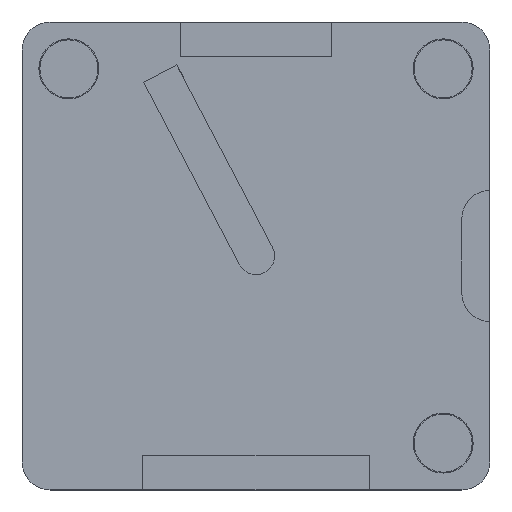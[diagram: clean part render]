
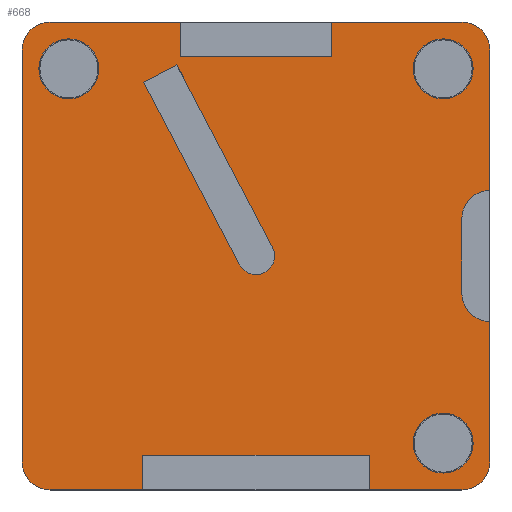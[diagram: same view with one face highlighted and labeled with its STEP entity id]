
A CAD part, top view. The second image highlights one B-rep face of the part: STEP entity #668.
In plain terms, the highlighted planar face has unit normal (0, 0, 1).
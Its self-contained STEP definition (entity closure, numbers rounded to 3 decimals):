
#18=FACE_BOUND('',#142,.T.);
#19=FACE_BOUND('',#143,.T.);
#20=FACE_BOUND('',#144,.T.);
#21=FACE_BOUND('',#145,.T.);
#22=CIRCLE('',#685,1.5);
#24=CIRCLE('',#688,1.5);
#28=CIRCLE('',#696,1.6);
#32=CIRCLE('',#703,1.6);
#36=CIRCLE('',#710,1.6);
#38=CIRCLE('',#724,1.);
#40=CIRCLE('',#734,1.5);
#45=CIRCLE('',#742,1.5);
#46=CIRCLE('',#744,1.5);
#47=CIRCLE('',#746,1.5);
#99=FACE_OUTER_BOUND('',#141,.T.);
#141=EDGE_LOOP('',(#577,#578,#579,#580,#581,#582,#583,#584,#585,#586,#587,
#588,#589,#590,#591,#592,#593,#594,#595,#596));
#142=EDGE_LOOP('',(#597));
#143=EDGE_LOOP('',(#598));
#144=EDGE_LOOP('',(#599));
#145=EDGE_LOOP('',(#600,#601,#602,#603));
#146=LINE('',#948,#210);
#153=LINE('',#970,#217);
#157=LINE('',#977,#221);
#164=LINE('',#1020,#228);
#168=LINE('',#1029,#232);
#172=LINE('',#1036,#236);
#175=LINE('',#1043,#239);
#179=LINE('',#1052,#243);
#183=LINE('',#1059,#247);
#186=LINE('',#1065,#250);
#190=LINE('',#1072,#254);
#191=LINE('',#1075,#255);
#195=LINE('',#1082,#259);
#198=LINE('',#1094,#262);
#201=LINE('',#1100,#265);
#204=LINE('',#1105,#268);
#209=LINE('',#1122,#273);
#210=VECTOR('',#752,10.);
#217=VECTOR('',#775,10.);
#221=VECTOR('',#779,10.);
#228=VECTOR('',#830,10.);
#232=VECTOR('',#836,10.);
#236=VECTOR('',#842,10.);
#239=VECTOR('',#849,10.);
#243=VECTOR('',#855,10.);
#247=VECTOR('',#861,10.);
#250=VECTOR('',#868,10.);
#254=VECTOR('',#872,10.);
#255=VECTOR('',#875,10.);
#259=VECTOR('',#879,10.);
#262=VECTOR('',#890,10.);
#265=VECTOR('',#895,10.);
#268=VECTOR('',#900,10.);
#273=VECTOR('',#921,10.);
#274=VERTEX_POINT('',#946);
#275=VERTEX_POINT('',#947);
#278=VERTEX_POINT('',#955);
#280=VERTEX_POINT('',#961);
#282=VERTEX_POINT('',#969);
#285=VERTEX_POINT('',#975);
#288=VERTEX_POINT('',#985);
#292=VERTEX_POINT('',#998);
#296=VERTEX_POINT('',#1011);
#298=VERTEX_POINT('',#1018);
#299=VERTEX_POINT('',#1019);
#302=VERTEX_POINT('',#1027);
#303=VERTEX_POINT('',#1028);
#306=VERTEX_POINT('',#1041);
#307=VERTEX_POINT('',#1042);
#310=VERTEX_POINT('',#1050);
#311=VERTEX_POINT('',#1051);
#314=VERTEX_POINT('',#1064);
#317=VERTEX_POINT('',#1070);
#318=VERTEX_POINT('',#1074);
#321=VERTEX_POINT('',#1080);
#322=VERTEX_POINT('',#1084);
#323=VERTEX_POINT('',#1085);
#326=VERTEX_POINT('',#1093);
#328=VERTEX_POINT('',#1099);
#330=VERTEX_POINT('',#1112);
#333=VERTEX_POINT('',#1120);
#334=EDGE_CURVE('',#274,#275,#146,.T.);
#338=EDGE_CURVE('',#278,#274,#22,.T.);
#341=EDGE_CURVE('',#275,#280,#24,.T.);
#345=EDGE_CURVE('',#282,#278,#153,.T.);
#349=EDGE_CURVE('',#280,#285,#157,.T.);
#353=EDGE_CURVE('',#288,#288,#28,.T.);
#359=EDGE_CURVE('',#292,#292,#32,.T.);
#365=EDGE_CURVE('',#296,#296,#36,.T.);
#368=EDGE_CURVE('',#298,#299,#164,.T.);
#372=EDGE_CURVE('',#302,#303,#168,.T.);
#376=EDGE_CURVE('',#299,#302,#172,.T.);
#379=EDGE_CURVE('',#306,#307,#175,.T.);
#383=EDGE_CURVE('',#310,#311,#179,.T.);
#387=EDGE_CURVE('',#307,#310,#183,.T.);
#390=EDGE_CURVE('',#314,#298,#186,.T.);
#394=EDGE_CURVE('',#303,#317,#190,.T.);
#395=EDGE_CURVE('',#318,#306,#191,.T.);
#399=EDGE_CURVE('',#311,#321,#195,.T.);
#400=EDGE_CURVE('',#322,#323,#38,.T.);
#404=EDGE_CURVE('',#326,#322,#198,.T.);
#407=EDGE_CURVE('',#328,#326,#201,.T.);
#410=EDGE_CURVE('',#323,#328,#204,.T.);
#412=EDGE_CURVE('',#330,#317,#40,.T.);
#417=EDGE_CURVE('',#330,#333,#209,.T.);
#421=EDGE_CURVE('',#318,#333,#45,.T.);
#422=EDGE_CURVE('',#314,#285,#46,.T.);
#423=EDGE_CURVE('',#282,#321,#47,.T.);
#577=ORIENTED_EDGE('',*,*,#341,.T.);
#578=ORIENTED_EDGE('',*,*,#349,.T.);
#579=ORIENTED_EDGE('',*,*,#422,.F.);
#580=ORIENTED_EDGE('',*,*,#390,.T.);
#581=ORIENTED_EDGE('',*,*,#368,.T.);
#582=ORIENTED_EDGE('',*,*,#376,.T.);
#583=ORIENTED_EDGE('',*,*,#372,.T.);
#584=ORIENTED_EDGE('',*,*,#394,.T.);
#585=ORIENTED_EDGE('',*,*,#412,.F.);
#586=ORIENTED_EDGE('',*,*,#417,.T.);
#587=ORIENTED_EDGE('',*,*,#421,.F.);
#588=ORIENTED_EDGE('',*,*,#395,.T.);
#589=ORIENTED_EDGE('',*,*,#379,.T.);
#590=ORIENTED_EDGE('',*,*,#387,.T.);
#591=ORIENTED_EDGE('',*,*,#383,.T.);
#592=ORIENTED_EDGE('',*,*,#399,.T.);
#593=ORIENTED_EDGE('',*,*,#423,.F.);
#594=ORIENTED_EDGE('',*,*,#345,.T.);
#595=ORIENTED_EDGE('',*,*,#338,.T.);
#596=ORIENTED_EDGE('',*,*,#334,.T.);
#597=ORIENTED_EDGE('',*,*,#353,.T.);
#598=ORIENTED_EDGE('',*,*,#359,.T.);
#599=ORIENTED_EDGE('',*,*,#365,.T.);
#600=ORIENTED_EDGE('',*,*,#400,.T.);
#601=ORIENTED_EDGE('',*,*,#410,.T.);
#602=ORIENTED_EDGE('',*,*,#407,.T.);
#603=ORIENTED_EDGE('',*,*,#404,.T.);
#629=PLANE('',#747);
#668=ADVANCED_FACE('',(#99,#18,#19,#20,#21),#629,.T.);
#685=AXIS2_PLACEMENT_3D('',#956,#758,#759);
#688=AXIS2_PLACEMENT_3D('',#962,#765,#766);
#696=AXIS2_PLACEMENT_3D('',#986,#789,#790);
#703=AXIS2_PLACEMENT_3D('',#999,#805,#806);
#710=AXIS2_PLACEMENT_3D('',#1012,#821,#822);
#724=AXIS2_PLACEMENT_3D('',#1086,#882,#883);
#734=AXIS2_PLACEMENT_3D('',#1113,#912,#913);
#742=AXIS2_PLACEMENT_3D('',#1128,#932,#933);
#744=AXIS2_PLACEMENT_3D('',#1130,#936,#937);
#746=AXIS2_PLACEMENT_3D('',#1132,#940,#941);
#747=AXIS2_PLACEMENT_3D('',#1133,#942,#943);
#752=DIRECTION('',(0.,1.,0.));
#758=DIRECTION('center_axis',(0.,0.,-1.));
#759=DIRECTION('ref_axis',(-1.,0.,0.));
#765=DIRECTION('center_axis',(0.,0.,-1.));
#766=DIRECTION('ref_axis',(0.,1.,0.));
#775=DIRECTION('',(0.,1.,0.));
#779=DIRECTION('',(0.,1.,0.));
#789=DIRECTION('center_axis',(0.,0.,-1.));
#790=DIRECTION('ref_axis',(-1.,0.,0.));
#805=DIRECTION('center_axis',(0.,0.,-1.));
#806=DIRECTION('ref_axis',(-1.,0.,0.));
#821=DIRECTION('center_axis',(0.,0.,-1.));
#822=DIRECTION('ref_axis',(-1.,0.,0.));
#830=DIRECTION('',(0.,-1.,0.));
#836=DIRECTION('',(0.,1.,0.));
#842=DIRECTION('',(-1.,0.,0.));
#849=DIRECTION('',(0.,1.,0.));
#855=DIRECTION('',(0.,-1.,0.));
#861=DIRECTION('',(1.,0.,0.));
#868=DIRECTION('',(-1.,0.,0.));
#872=DIRECTION('',(-1.,0.,0.));
#875=DIRECTION('',(1.,0.,0.));
#879=DIRECTION('',(1.,0.,0.));
#882=DIRECTION('center_axis',(0.,0.,-1.));
#883=DIRECTION('ref_axis',(-0.885,-0.465,0.));
#890=DIRECTION('',(0.465,-0.885,0.));
#895=DIRECTION('',(0.885,0.465,0.));
#900=DIRECTION('',(-0.465,0.885,0.));
#912=DIRECTION('center_axis',(0.,0.,-1.));
#913=DIRECTION('ref_axis',(-0.707,0.707,0.));
#921=DIRECTION('',(0.,-1.,0.));
#932=DIRECTION('center_axis',(0.,0.,-1.));
#933=DIRECTION('ref_axis',(-0.707,-0.707,0.));
#936=DIRECTION('center_axis',(0.,0.,-1.));
#937=DIRECTION('ref_axis',(0.707,0.707,0.));
#940=DIRECTION('center_axis',(0.,0.,-1.));
#941=DIRECTION('ref_axis',(0.707,-0.707,0.));
#942=DIRECTION('center_axis',(0.,0.,1.));
#943=DIRECTION('ref_axis',(1.,0.,0.));
#946=CARTESIAN_POINT('',(11.,-2.,3.));
#947=CARTESIAN_POINT('',(11.,2.,3.));
#948=CARTESIAN_POINT('',(11.,-1.,3.));
#955=CARTESIAN_POINT('',(12.5,-3.5,3.));
#956=CARTESIAN_POINT('Origin',(12.5,-2.,3.));
#961=CARTESIAN_POINT('',(12.5,3.5,3.));
#962=CARTESIAN_POINT('Origin',(12.5,2.,3.));
#969=CARTESIAN_POINT('',(12.5,-11.,3.));
#970=CARTESIAN_POINT('',(12.5,12.5,3.));
#975=CARTESIAN_POINT('',(12.5,11.,3.));
#977=CARTESIAN_POINT('',(12.5,12.5,3.));
#985=CARTESIAN_POINT('',(11.6,10.,3.));
#986=CARTESIAN_POINT('Origin',(10.,10.,3.));
#998=CARTESIAN_POINT('',(-8.4,10.,3.));
#999=CARTESIAN_POINT('Origin',(-10.,10.,3.));
#1011=CARTESIAN_POINT('',(11.6,-10.,3.));
#1012=CARTESIAN_POINT('Origin',(10.,-10.,3.));
#1018=CARTESIAN_POINT('',(4.05,12.5,3.));
#1019=CARTESIAN_POINT('',(4.05,10.65,3.));
#1020=CARTESIAN_POINT('',(4.05,6.25,3.));
#1027=CARTESIAN_POINT('',(-4.05,10.65,3.));
#1028=CARTESIAN_POINT('',(-4.05,12.5,3.));
#1029=CARTESIAN_POINT('',(-4.05,5.325,3.));
#1036=CARTESIAN_POINT('',(2.025,10.65,3.));
#1041=CARTESIAN_POINT('',(-6.05,-12.5,3.));
#1042=CARTESIAN_POINT('',(-6.05,-10.65,3.));
#1043=CARTESIAN_POINT('',(-6.05,-6.25,3.));
#1050=CARTESIAN_POINT('',(6.05,-10.65,3.));
#1051=CARTESIAN_POINT('',(6.05,-12.5,3.));
#1052=CARTESIAN_POINT('',(6.05,-5.325,3.));
#1059=CARTESIAN_POINT('',(-3.025,-10.65,3.));
#1064=CARTESIAN_POINT('',(11.,12.5,3.));
#1065=CARTESIAN_POINT('',(-12.5,12.5,3.));
#1070=CARTESIAN_POINT('',(-11.,12.5,3.));
#1072=CARTESIAN_POINT('',(-12.5,12.5,3.));
#1074=CARTESIAN_POINT('',(-11.,-12.5,3.));
#1075=CARTESIAN_POINT('',(12.5,-12.5,3.));
#1080=CARTESIAN_POINT('',(11.,-12.5,3.));
#1082=CARTESIAN_POINT('',(12.5,-12.5,3.));
#1084=CARTESIAN_POINT('',(0.885,0.465,3.));
#1085=CARTESIAN_POINT('',(-0.885,-0.465,3.));
#1086=CARTESIAN_POINT('Origin',(0.,0.,3.));
#1093=CARTESIAN_POINT('',(-4.229,10.204,3.));
#1094=CARTESIAN_POINT('',(-1.672,5.334,3.));
#1099=CARTESIAN_POINT('',(-6.,9.274,3.));
#1100=CARTESIAN_POINT('',(-5.557,9.506,3.));
#1105=CARTESIAN_POINT('',(-0.885,-0.465,3.));
#1112=CARTESIAN_POINT('',(-12.5,11.,3.));
#1113=CARTESIAN_POINT('Origin',(-11.,11.,3.));
#1120=CARTESIAN_POINT('',(-12.5,-11.,3.));
#1122=CARTESIAN_POINT('',(-12.5,-12.5,3.));
#1128=CARTESIAN_POINT('Origin',(-11.,-11.,3.));
#1130=CARTESIAN_POINT('Origin',(11.,11.,3.));
#1132=CARTESIAN_POINT('Origin',(11.,-11.,3.));
#1133=CARTESIAN_POINT('Origin',(0.,0.,3.));
